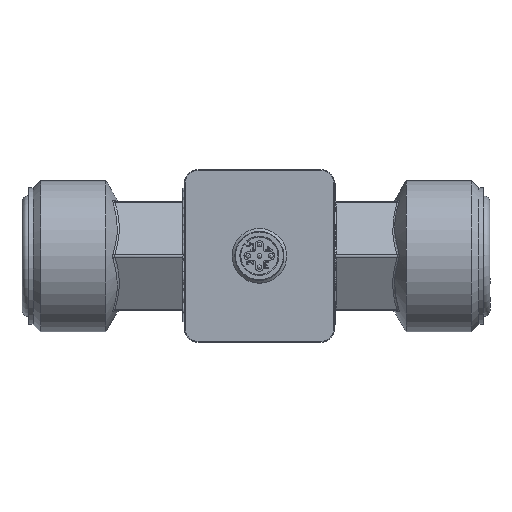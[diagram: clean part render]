
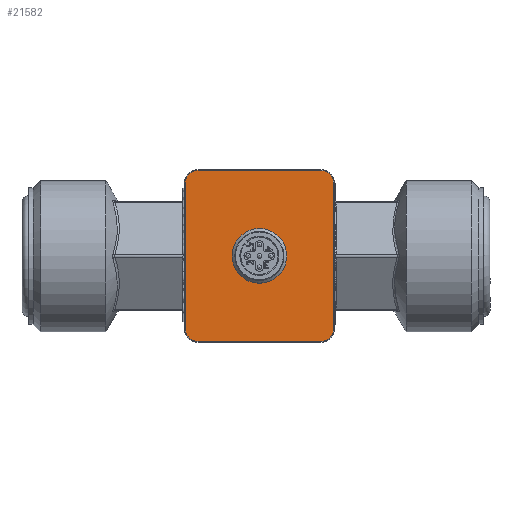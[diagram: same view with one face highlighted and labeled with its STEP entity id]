
A CAD part, top view. The second image highlights one B-rep face of the part: STEP entity #21582.
In plain terms, the highlighted planar face has unit normal (0, 0, 1).
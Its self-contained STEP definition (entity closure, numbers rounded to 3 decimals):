
#118=FACE_BOUND('',#7012,.T.);
#554=PLANE('',#22864);
#1942=LINE('',#35304,#4036);
#1944=LINE('',#35321,#4038);
#1945=LINE('',#35325,#4039);
#1947=LINE('',#35340,#4041);
#4036=VECTOR('',#25717,10.);
#4038=VECTOR('',#25741,10.);
#4039=VECTOR('',#25746,10.);
#4041=VECTOR('',#25766,10.);
#5738=FACE_OUTER_BOUND('',#7011,.T.);
#7011=EDGE_LOOP('',(#17063,#17064,#17065,#17066,#17067,#17068,#17069,#17070));
#7012=EDGE_LOOP('',(#17071));
#7920=CIRCLE('',#22841,2.8);
#7924=CIRCLE('',#22846,2.8);
#7928=CIRCLE('',#22853,2.8);
#7932=CIRCLE('',#22858,2.8);
#7933=CIRCLE('',#22865,6.);
#9906=VERTEX_POINT('',#35301);
#9907=VERTEX_POINT('',#35303);
#9909=VERTEX_POINT('',#35309);
#9910=VERTEX_POINT('',#35314);
#9911=VERTEX_POINT('',#35319);
#9912=VERTEX_POINT('',#35323);
#9914=VERTEX_POINT('',#35328);
#9915=VERTEX_POINT('',#35333);
#9917=VERTEX_POINT('',#35349);
#12487=EDGE_CURVE('',#9906,#9907,#1942,.T.);
#12491=EDGE_CURVE('',#9909,#9906,#7920,.T.);
#12495=EDGE_CURVE('',#9907,#9910,#7924,.T.);
#12497=EDGE_CURVE('',#9911,#9909,#1944,.T.);
#12499=EDGE_CURVE('',#9910,#9912,#1945,.T.);
#12501=EDGE_CURVE('',#9914,#9911,#7928,.T.);
#12505=EDGE_CURVE('',#9912,#9915,#7932,.T.);
#12507=EDGE_CURVE('',#9915,#9914,#1947,.T.);
#12511=EDGE_CURVE('',#9917,#9917,#7933,.T.);
#17063=ORIENTED_EDGE('',*,*,#12487,.F.);
#17064=ORIENTED_EDGE('',*,*,#12491,.F.);
#17065=ORIENTED_EDGE('',*,*,#12497,.F.);
#17066=ORIENTED_EDGE('',*,*,#12501,.F.);
#17067=ORIENTED_EDGE('',*,*,#12507,.F.);
#17068=ORIENTED_EDGE('',*,*,#12505,.F.);
#17069=ORIENTED_EDGE('',*,*,#12499,.F.);
#17070=ORIENTED_EDGE('',*,*,#12495,.F.);
#17071=ORIENTED_EDGE('',*,*,#12511,.T.);
#21582=ADVANCED_FACE('',(#5738,#118),#554,.F.);
#22841=AXIS2_PLACEMENT_3D('',#35311,#25725,#25726);
#22846=AXIS2_PLACEMENT_3D('',#35317,#25735,#25736);
#22853=AXIS2_PLACEMENT_3D('',#35330,#25751,#25752);
#22858=AXIS2_PLACEMENT_3D('',#35337,#25761,#25762);
#22864=AXIS2_PLACEMENT_3D('',#35348,#25778,#25779);
#22865=AXIS2_PLACEMENT_3D('',#35350,#25780,#25781);
#25717=DIRECTION('',(-1.,0.,0.));
#25725=DIRECTION('center_axis',(0.,0.,
-1.));
#25726=DIRECTION('ref_axis',(0.707,-0.707,0.));
#25735=DIRECTION('center_axis',(0.,0.,
-1.));
#25736=DIRECTION('ref_axis',(-0.707,-0.707,0.));
#25741=DIRECTION('',(0.,-1.,0.));
#25746=DIRECTION('',(0.,1.,0.));
#25751=DIRECTION('center_axis',(0.,0.,
-1.));
#25752=DIRECTION('ref_axis',(0.707,0.707,0.));
#25761=DIRECTION('center_axis',(0.,0.,
-1.));
#25762=DIRECTION('ref_axis',(-0.707,0.707,0.));
#25766=DIRECTION('',(1.,0.,0.));
#25778=DIRECTION('center_axis',(0.,0.,
-1.));
#25779=DIRECTION('ref_axis',(-1.,0.,0.));
#25780=DIRECTION('center_axis',(0.,0.,
-1.));
#25781=DIRECTION('ref_axis',(-1.,0.,0.));
#35301=CARTESIAN_POINT('',(13.5,-18.8,30.));
#35303=CARTESIAN_POINT('',(-13.5,-18.8,30.));
#35304=CARTESIAN_POINT('',(6.75,-18.8,30.));
#35309=CARTESIAN_POINT('',(16.3,-16.,30.));
#35311=CARTESIAN_POINT('Origin',(13.5,-16.,30.));
#35314=CARTESIAN_POINT('',(-16.3,-16.,30.));
#35317=CARTESIAN_POINT('Origin',(-13.5,-16.,30.));
#35319=CARTESIAN_POINT('',(16.3,16.,30.));
#35321=CARTESIAN_POINT('',(16.3,8.,30.));
#35323=CARTESIAN_POINT('',(-16.3,16.,30.));
#35325=CARTESIAN_POINT('',(-16.3,-8.,30.));
#35328=CARTESIAN_POINT('',(13.5,18.8,30.));
#35330=CARTESIAN_POINT('Origin',(13.5,16.,30.));
#35333=CARTESIAN_POINT('',(-13.5,18.8,30.));
#35337=CARTESIAN_POINT('Origin',(-13.5,16.,30.));
#35340=CARTESIAN_POINT('',(-6.75,18.8,30.));
#35348=CARTESIAN_POINT('Origin',(0.,0.,
30.));
#35349=CARTESIAN_POINT('',(6.,0.,30.));
#35350=CARTESIAN_POINT('Origin',(0.,0.,
30.));
